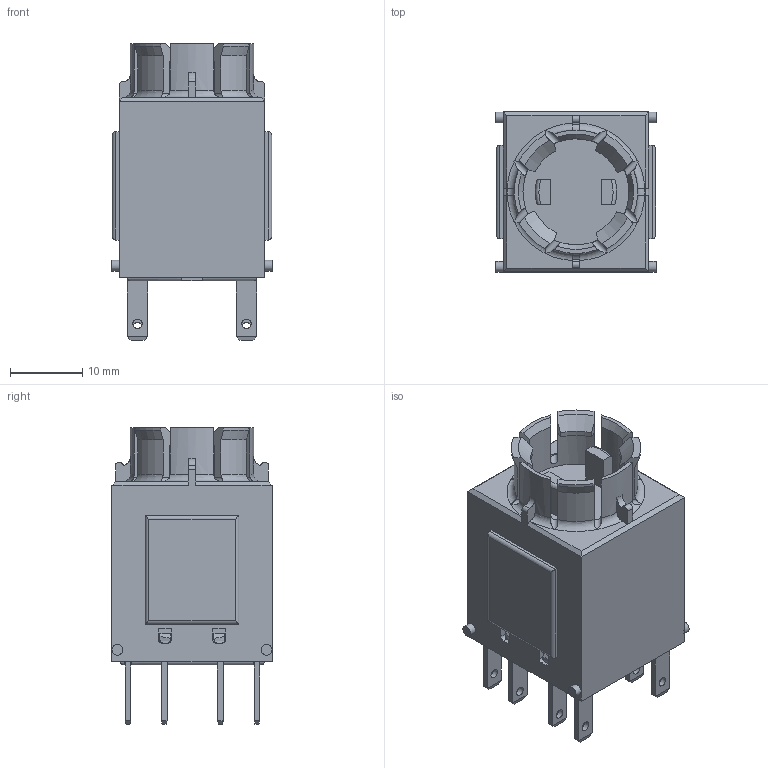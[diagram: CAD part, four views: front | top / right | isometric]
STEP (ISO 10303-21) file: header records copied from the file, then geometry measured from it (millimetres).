
FILE_DESCRIPTION(/* description */ (''),/* implementation_level */ '2;1');
FILE_NAME(/* name */ 'AZ111_ipt.stp',/* time_stamp */ '2017-03-30T10:06:04+02:00',/* author */ ('ahoffmann'),/* organization */ (''),/* preprocessor_version */ 'ST-DEVELOPER v16.1',/* originating_system */ 'Autodesk Inventor 2016',/* authorisation */ '');
FILE_SCHEMA (('AUTOMOTIVE_DESIGN { 1 0 10303 214 3 1 1 }'));
Length unit declared in the file: centimetre
Products named in the file (1): AZ111
Bounding box: 22.2 x 22.2 x 41.17 mm (x, y, z)
Volume: 12009.2 mm3; surface area: 5036.7 mm2
Topology: 1 solids, 5 shells, 1089 faces, 3082 edges, 2036 vertices
Faces by surface type: plane 970, cylinder 83, torus 22, cone 12, bspline 2
Full cylindrical faces by diameter (mm): 1.3 x6, 1.5 x4, 14.7 x1
Entity records: 35177 total; most frequent: CARTESIAN_POINT 7101, ORIENTED_EDGE 6132, DIRECTION 5287, EDGE_CURVE 3066, LINE 2757, VECTOR 2757, VERTEX_POINT 2031, AXIS2_PLACEMENT_3D 1265
